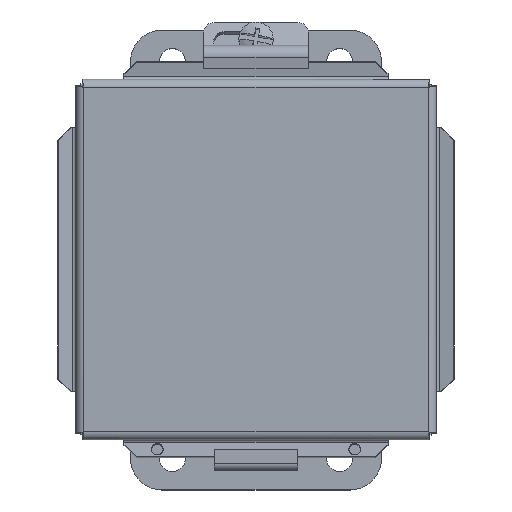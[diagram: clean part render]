
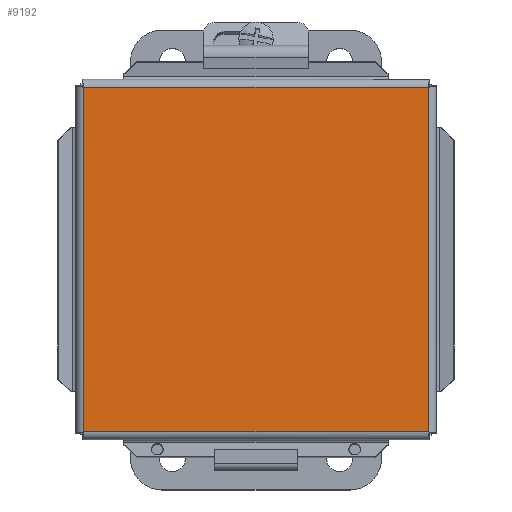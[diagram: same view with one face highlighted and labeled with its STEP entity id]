
A CAD part, top view. The second image highlights one B-rep face of the part: STEP entity #9192.
In plain terms, the highlighted face is planar.
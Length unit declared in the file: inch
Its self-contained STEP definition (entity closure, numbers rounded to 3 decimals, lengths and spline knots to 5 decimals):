
#8511=CARTESIAN_POINT('',(4.21675,0.09325,0.));
#8512=VERTEX_POINT('',#8511);
#8523=CARTESIAN_POINT('',(4.21675,4.21675,0.));
#8524=VERTEX_POINT('',#8523);
#8525=CARTESIAN_POINT('',(4.21675,4.21675,0.0));
#8526=DIRECTION('',(0.0,-1.0,0.0));
#8527=VECTOR('',#8526,4.1235);
#8528=LINE('',#8525,#8527);
#8529=EDGE_CURVE('',#8524,#8512,#8528,.T.);
#8689=CARTESIAN_POINT('',(0.09325,0.09325,0.));
#8690=VERTEX_POINT('',#8689);
#8701=CARTESIAN_POINT('',(4.21675,0.09325,0.0));
#8702=DIRECTION('',(-1.0,0.0,0.0));
#8703=VECTOR('',#8702,4.1235);
#8704=LINE('',#8701,#8703);
#8705=EDGE_CURVE('',#8512,#8690,#8704,.T.);
#8858=CARTESIAN_POINT('',(0.09325,4.21675,0.));
#8859=VERTEX_POINT('',#8858);
#8870=CARTESIAN_POINT('',(0.09325,0.09325,0.0));
#8871=DIRECTION('',(0.0,1.0,0.0));
#8872=VECTOR('',#8871,4.1235);
#8873=LINE('',#8870,#8872);
#8874=EDGE_CURVE('',#8690,#8859,#8873,.T.);
#9037=CARTESIAN_POINT('',(0.09325,4.21675,0.0));
#9038=DIRECTION('',(1.0,0.0,0.0));
#9039=VECTOR('',#9038,4.1235);
#9040=LINE('',#9037,#9039);
#9041=EDGE_CURVE('',#8859,#8524,#9040,.T.);
#9181=CARTESIAN_POINT('',(2.155,2.155,0.0));
#9182=DIRECTION('',(0.0,0.0,1.0));
#9183=DIRECTION('',(1.0,0.0,0.0));
#9184=AXIS2_PLACEMENT_3D('',#9181,#9182,#9183);
#9185=PLANE('',#9184);
#9186=ORIENTED_EDGE('',*,*,#8529,.T.);
#9187=ORIENTED_EDGE('',*,*,#8705,.T.);
#9188=ORIENTED_EDGE('',*,*,#8874,.T.);
#9189=ORIENTED_EDGE('',*,*,#9041,.T.);
#9190=EDGE_LOOP('',(#9186,#9187,#9188,#9189));
#9191=FACE_OUTER_BOUND('',#9190,.T.);
#9192=ADVANCED_FACE('',(#9191),#9185,.F.);
